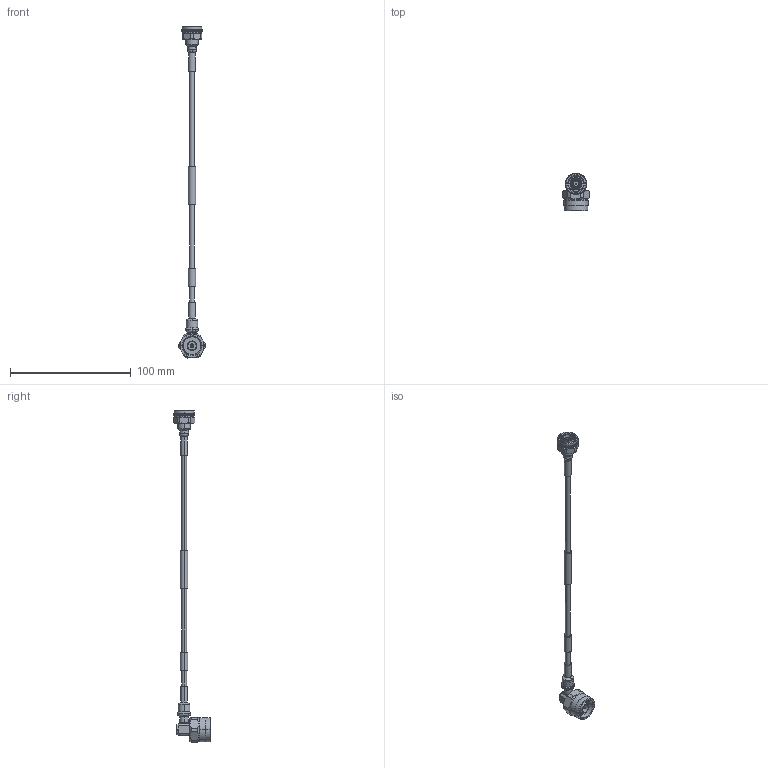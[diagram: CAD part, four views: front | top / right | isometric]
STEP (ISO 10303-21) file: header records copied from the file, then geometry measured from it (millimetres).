
FILE_DESCRIPTION (( 'STEP AP214' ), '1' );
FILE_NAME ('FMCA2527_3D.step', '2024-06-18T04:39:59', ( '' ), ( '' ), 'SwSTEP 2.0', 'SolidWorks 2022', '' );
FILE_SCHEMA (( 'AUTOMOTIVE_DESIGN' ));
Length unit declared in the file: inch
Products named in the file (5): TC-402-NM-RA-LP-PE_3D^FMCA2527; Heat Shrink^FMCA2527; FMCA2527_3D; TC-402-225M-LP-PE_3D^FMCA2527; TFT-5G-402^FMCA2527
Assembly tree (4 placements, depth 2):
  FMCA2527_3D
    TFT-5G-402^FMCA2527
    Heat Shrink^FMCA2527
    TC-402-NM-RA-LP-PE_3D^FMCA2527
    TC-402-225M-LP-PE_3D^FMCA2527
Bounding box: 21.9 x 30.58 x 275.23 mm (x, y, z)
Volume: 13116.7 mm3; surface area: 11688.8 mm2
Topology: 5 solids, 5 shells, 1437 faces, 3452 edges, 2065 vertices
Faces by surface type: bspline 732, cylinder 385, plane 209, cone 90, torus 21
Entity records: 52714 total; most frequent: CARTESIAN_POINT 28456, ORIENTED_EDGE 6904, EDGE_CURVE 3452, DIRECTION 3065, VERTEX_POINT 2065, EDGE_LOOP 1481, FACE_OUTER_BOUND 1437, ADVANCED_FACE 1437
